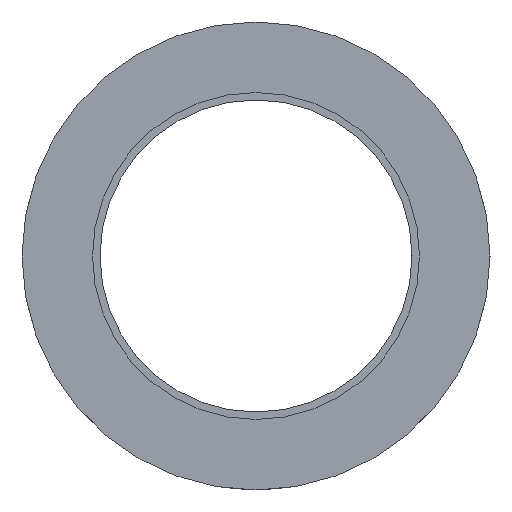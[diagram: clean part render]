
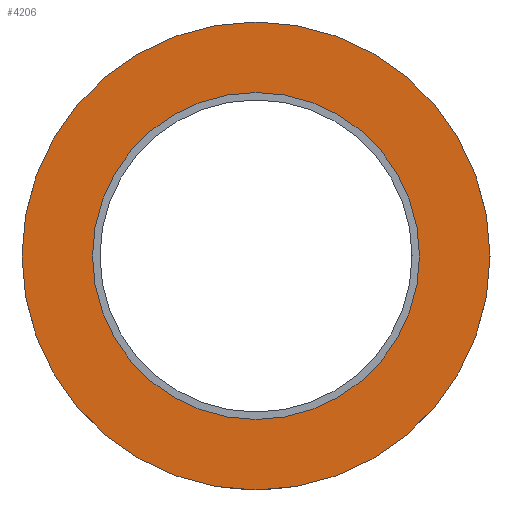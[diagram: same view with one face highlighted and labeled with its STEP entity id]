
A CAD part, front view. The second image highlights one B-rep face of the part: STEP entity #4206.
In plain terms, the highlighted face is planar.
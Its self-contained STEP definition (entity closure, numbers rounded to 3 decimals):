
#37 = CARTESIAN_POINT ( 'NONE',  ( 0., 37.5, 0. ) ) ;
#222 = AXIS2_PLACEMENT_3D ( 'NONE', #12941, #5010, #12753 ) ;
#320 = DIRECTION ( 'NONE',  ( 0., 0., -1. ) ) ;
#1353 = CIRCLE ( 'NONE', #222, 26.2 ) ;
#1473 = ORIENTED_EDGE ( 'NONE', *, *, #7375, .T. ) ;
#1788 = EDGE_LOOP ( 'NONE', ( #1473 ) ) ;
#1895 = CARTESIAN_POINT ( 'NONE',  ( 0., 0., -37.5 ) ) ;
#2207 = AXIS2_PLACEMENT_3D ( 'NONE', #37, #7751, #13316 ) ;
#2545 = EDGE_CURVE ( 'NONE', #13207, #13207, #1353, .T. ) ;
#2774 = CARTESIAN_POINT ( 'NONE',  ( 0., 0., -26.2 ) ) ;
#2862 = EDGE_LOOP ( 'NONE', ( #10453 ) ) ;
#3693 = CARTESIAN_POINT ( 'NONE',  ( 0., 0., 0. ) ) ;
#4206 = ADVANCED_FACE ( 'NONE', ( #12467, #13859 ), #5524, .T. ) ;
#4242 = CIRCLE ( 'NONE', #5258, 37.5 ) ;
#4604 = DIRECTION ( 'NONE',  ( -1., 0., 0. ) ) ;
#5010 = DIRECTION ( 'NONE',  ( 1., 0., 0. ) ) ;
#5258 = AXIS2_PLACEMENT_3D ( 'NONE', #3693, #4604, #320 ) ;
#5524 = PLANE ( 'NONE',  #2207 ) ;
#7375 = EDGE_CURVE ( 'NONE', #9746, #9746, #4242, .T. ) ;
#7751 = DIRECTION ( 'NONE',  ( -1., 0., 0. ) ) ;
#9746 = VERTEX_POINT ( 'NONE', #1895 ) ;
#10453 = ORIENTED_EDGE ( 'NONE', *, *, #2545, .T. ) ;
#12467 = FACE_BOUND ( 'NONE', #2862, .T. ) ;
#12753 = DIRECTION ( 'NONE',  ( 0., 0., -1. ) ) ;
#12941 = CARTESIAN_POINT ( 'NONE',  ( 0., 0., 0. ) ) ;
#13207 = VERTEX_POINT ( 'NONE', #2774 ) ;
#13316 = DIRECTION ( 'NONE',  ( 0., 0., 1. ) ) ;
#13859 = FACE_OUTER_BOUND ( 'NONE', #1788, .T. ) ;
